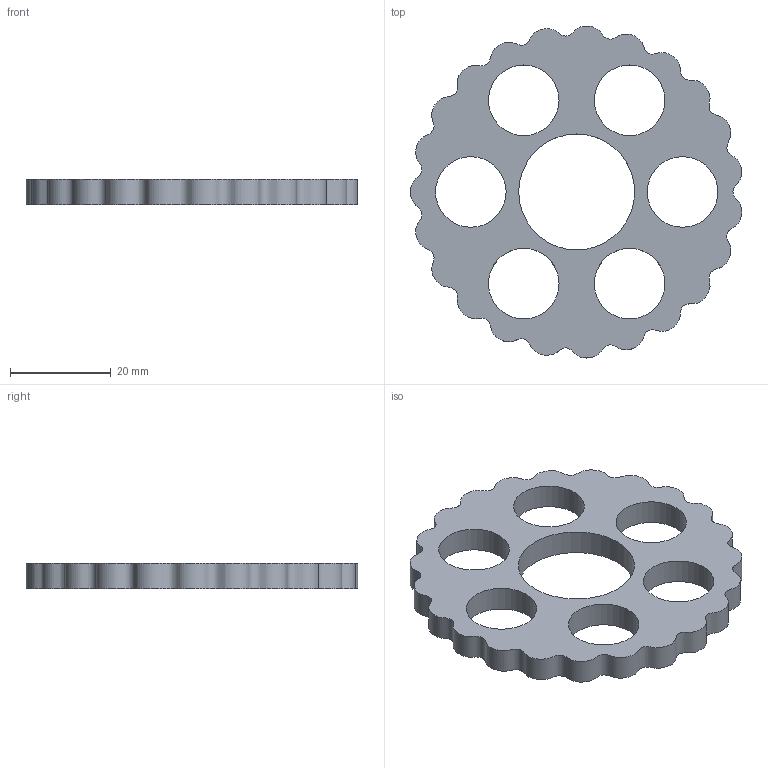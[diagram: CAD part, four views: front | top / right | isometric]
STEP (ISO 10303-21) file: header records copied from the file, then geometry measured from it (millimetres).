
FILE_DESCRIPTION(/* description */ (''),/* implementation_level */ '2;1');
FILE_NAME(/* name */ 'Cycloidal Disk.step',/* time_stamp */ '2025-07-25T17:27:05-07:00',/* author */ (''),/* organization */ (''),/* preprocessor_version */ 'ST-DEVELOPER v20.1',/* originating_system */ 'Autodesk Translation Framework v14.10.0.0',/* authorisation */ '');
FILE_SCHEMA (('AUTOMOTIVE_DESIGN { 1 0 10303 214 3 1 1 }'));
Length unit declared in the file: millimetre
Products named in the file (1): FusionComponent
Bounding box: 65.73 x 65.85 x 5 mm (x, y, z)
Volume: 10806 mm3; surface area: 6278.8 mm2
Topology: 1 solids, 1 shells, 10 faces, 24 edges, 16 vertices
Faces by surface type: cylinder 7, plane 2, bspline 1
Full cylindrical faces by diameter (mm): 14 x6, 23 x1
Entity records: 4050 total; most frequent: CARTESIAN_POINT 3748, DIRECTION 56, ORIENTED_EDGE 48, EDGE_LOOP 24, EDGE_CURVE 24, AXIS2_PLACEMENT_3D 24, VERTEX_POINT 16, FACE_BOUND 14
